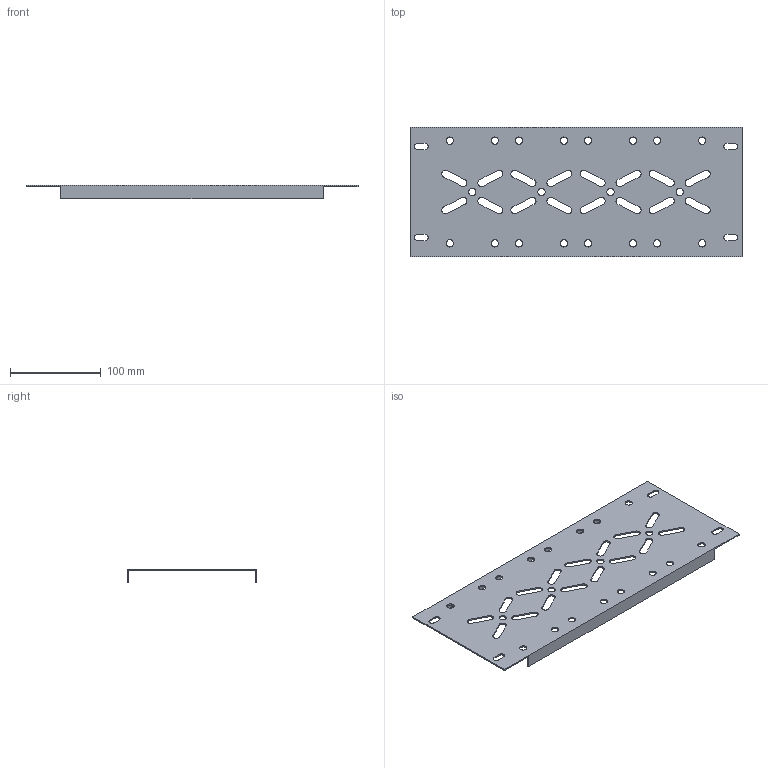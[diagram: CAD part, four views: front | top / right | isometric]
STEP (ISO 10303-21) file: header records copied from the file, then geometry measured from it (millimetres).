
FILE_DESCRIPTION (( 'STEP AP214' ), '1' );
FILE_NAME ('YKM40-PN-365 眈翴錪 玵-365 TITAN (膰斀. 3欙.).STEP', '2016-09-22T09:07:56', ( 'user' ), ( '' ), 'SwSTEP 2.0', 'SolidWorks 2014', '' );
FILE_SCHEMA (( 'AUTOMOTIVE_DESIGN' ));
Length unit declared in the file: millimetre
Products named in the file (1): YKM40-PN-365 眈翴錪 玵-365 TITAN (膰斀. 3欙.)
Bounding box: 365 x 142 x 15 mm (x, y, z)
Volume: 81944.3 mm3; surface area: 113502.1 mm2
Topology: 1 solids, 1 shells, 154 faces, 456 edges, 304 vertices
Faces by surface type: cylinder 100, plane 54
Entity records: 5434 total; most frequent: DIRECTION 966, CARTESIAN_POINT 915, ORIENTED_EDGE 912, EDGE_CURVE 456, AXIS2_PLACEMENT_3D 355, VERTEX_POINT 304, VECTOR 256, LINE 256
